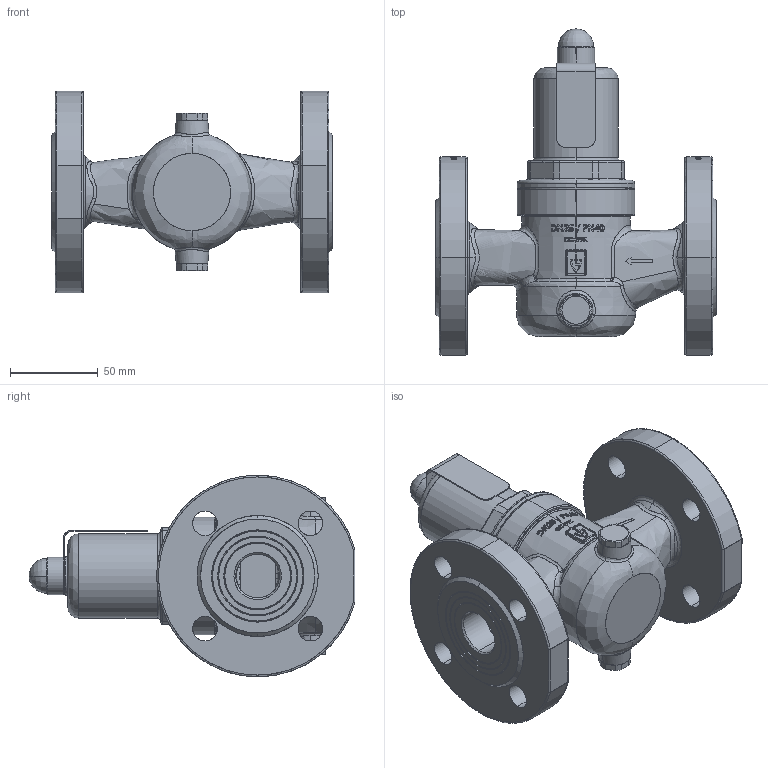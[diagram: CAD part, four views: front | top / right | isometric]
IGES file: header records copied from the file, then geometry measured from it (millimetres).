
Start section: SolidWorks IGES file using analytic representation for surfaces
Global section: file name: 631mGFO-25 Dummy.IGS; native system: SolidWorks 2011; preprocessor: SolidWorks 2011; author: Blankenhorn; date: 120224.090341; units: millimetre
Bounding box: 160 x 185.9 x 115 mm (x, y, z)
Surface area: 149601.2 mm2 (no closed solid volume)
Topology: 0 solids, 0 shells, 1272 faces, 19467 edges, 19463 vertices
Faces by surface type: bspline 895, revolution 377
